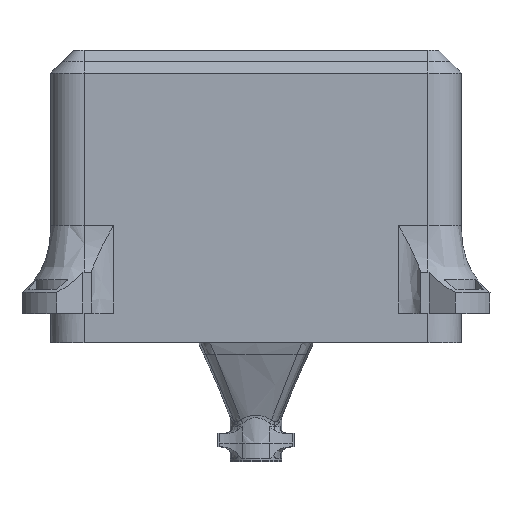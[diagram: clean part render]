
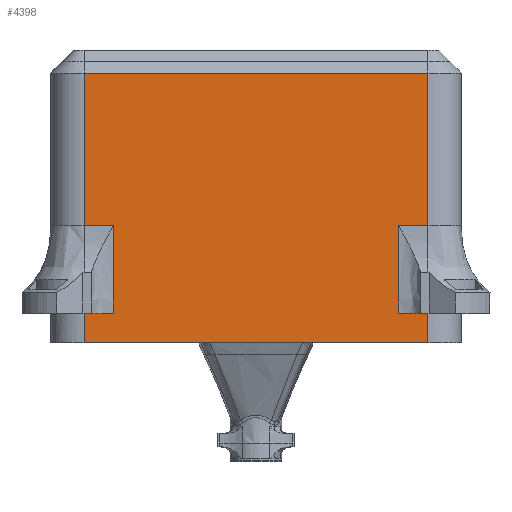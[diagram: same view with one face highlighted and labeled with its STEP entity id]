
A CAD part, front view. The second image highlights one B-rep face of the part: STEP entity #4398.
In plain terms, the highlighted planar face has unit normal (0, -1, 0).
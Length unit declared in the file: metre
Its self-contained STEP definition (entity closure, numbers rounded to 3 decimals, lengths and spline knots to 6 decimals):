
#224=LINE('',#10550,#457);
#225=LINE('',#10566,#458);
#226=LINE('',#10573,#459);
#227=LINE('',#10580,#460);
#457=VECTOR('',#5007,1.);
#458=VECTOR('',#5008,1.);
#459=VECTOR('',#5009,1.);
#460=VECTOR('',#5010,1.);
#589=PLANE('',#4603);
#1521=ORIENTED_EDGE('',*,*,#2527,.T.);
#1522=ORIENTED_EDGE('',*,*,#2528,.T.);
#1523=ORIENTED_EDGE('',*,*,#2529,.T.);
#1524=ORIENTED_EDGE('',*,*,#2066,.T.);
#1525=ORIENTED_EDGE('',*,*,#2530,.T.);
#1526=ORIENTED_EDGE('',*,*,#2076,.F.);
#1527=ORIENTED_EDGE('',*,*,#2531,.T.);
#1528=ORIENTED_EDGE('',*,*,#2532,.T.);
#1529=ORIENTED_EDGE('',*,*,#2533,.T.);
#1530=ORIENTED_EDGE('',*,*,#2534,.T.);
#1531=ORIENTED_EDGE('',*,*,#2535,.F.);
#1532=ORIENTED_EDGE('',*,*,#2536,.F.);
#1533=ORIENTED_EDGE('',*,*,#2537,.T.);
#1534=ORIENTED_EDGE('',*,*,#2538,.T.);
#2066=EDGE_CURVE('',#2752,#2753,#3210,.F.);
#2076=EDGE_CURVE('',#2762,#2763,#3220,.T.);
#2527=EDGE_CURVE('',#3069,#3070,#3486,.T.);
#2528=EDGE_CURVE('',#3070,#3071,#3487,.T.);
#2529=EDGE_CURVE('',#3071,#2752,#3488,.T.);
#2530=EDGE_CURVE('',#2753,#2763,#224,.T.);
#2531=EDGE_CURVE('',#2762,#3072,#3489,.T.);
#2532=EDGE_CURVE('',#3072,#3073,#3490,.T.);
#2533=EDGE_CURVE('',#3073,#3074,#3491,.T.);
#2534=EDGE_CURVE('',#3074,#3075,#225,.T.);
#2535=EDGE_CURVE('',#3076,#3075,#3492,.T.);
#2536=EDGE_CURVE('',#3077,#3076,#226,.T.);
#2537=EDGE_CURVE('',#3077,#3078,#3493,.F.);
#2538=EDGE_CURVE('',#3078,#3069,#227,.T.);
#2752=VERTEX_POINT('',#5235);
#2753=VERTEX_POINT('',#5236);
#2762=VERTEX_POINT('',#5522);
#2763=VERTEX_POINT('',#5527);
#3069=VERTEX_POINT('',#10539);
#3070=VERTEX_POINT('',#10540);
#3071=VERTEX_POINT('',#10545);
#3072=VERTEX_POINT('',#10555);
#3073=VERTEX_POINT('',#10560);
#3074=VERTEX_POINT('',#10565);
#3075=VERTEX_POINT('',#10567);
#3076=VERTEX_POINT('',#10572);
#3077=VERTEX_POINT('',#10574);
#3078=VERTEX_POINT('',#10579);
#3210=B_SPLINE_CURVE_WITH_KNOTS('',3,(#5231,#5232,#5233,#5234),
 .UNSPECIFIED.,.F.,.F.,(4,4),(0.040518,0.582648),
 .UNSPECIFIED.);
#3220=B_SPLINE_CURVE_WITH_KNOTS('',3,(#5523,#5524,#5525,#5526),
 .UNSPECIFIED.,.F.,.F.,(4,4),(0.417352,0.959482),
 .UNSPECIFIED.);
#3486=B_SPLINE_CURVE_WITH_KNOTS('',3,(#10535,#10536,#10537,#10538),
 .UNSPECIFIED.,.F.,.F.,(4,4),(0.,1.),.UNSPECIFIED.);
#3487=B_SPLINE_CURVE_WITH_KNOTS('',3,(#10541,#10542,#10543,#10544),
 .UNSPECIFIED.,.F.,.F.,(4,4),(0.,1.),.UNSPECIFIED.);
#3488=B_SPLINE_CURVE_WITH_KNOTS('',3,(#10546,#10547,#10548,#10549),
 .UNSPECIFIED.,.F.,.F.,(4,4),(0.,1.),.UNSPECIFIED.);
#3489=B_SPLINE_CURVE_WITH_KNOTS('',3,(#10551,#10552,#10553,#10554),
 .UNSPECIFIED.,.F.,.F.,(4,4),(0.,1.),.UNSPECIFIED.);
#3490=B_SPLINE_CURVE_WITH_KNOTS('',3,(#10556,#10557,#10558,#10559),
 .UNSPECIFIED.,.F.,.F.,(4,4),(0.,1.),.UNSPECIFIED.);
#3491=B_SPLINE_CURVE_WITH_KNOTS('',3,(#10561,#10562,#10563,#10564),
 .UNSPECIFIED.,.F.,.F.,(4,4),(0.,1.),.UNSPECIFIED.);
#3492=B_SPLINE_CURVE_WITH_KNOTS('',3,(#10568,#10569,#10570,#10571),
 .UNSPECIFIED.,.F.,.F.,(4,4),(0.,0.104553),.UNSPECIFIED.);
#3493=B_SPLINE_CURVE_WITH_KNOTS('',3,(#10575,#10576,#10577,#10578),
 .UNSPECIFIED.,.F.,.F.,(4,4),(0.895447,1.),.UNSPECIFIED.);
#3802=EDGE_LOOP('',(#1521,#1522,#1523,#1524,#1525,#1526,#1527,#1528,#1529,
#1530,#1531,#1532,#1533,#1534));
#4086=FACE_BOUND('',#3802,.T.);
#4398=ADVANCED_FACE('',(#4086),#589,.F.);
#4603=AXIS2_PLACEMENT_3D('',#10534,#5005,#5006);
#5005=DIRECTION('',(0.,1.,0.));
#5006=DIRECTION('',(-1.,0.,0.));
#5007=DIRECTION('',(-1.,0.,0.));
#5008=DIRECTION('',(-1.,0.,0.));
#5009=DIRECTION('',(-1.,0.,0.));
#5010=DIRECTION('',(-1.,0.,0.));
#5231=CARTESIAN_POINT('',(0.075418,-0.09,0.19));
#5232=CARTESIAN_POINT('',(0.075418,-0.09,0.1677));
#5233=CARTESIAN_POINT('',(0.075418,-0.09,0.1454));
#5234=CARTESIAN_POINT('',(0.075418,-0.09,0.1231));
#5235=CARTESIAN_POINT('',(0.075418,-0.09,0.1231));
#5236=CARTESIAN_POINT('',(0.075418,-0.09,0.19));
#5522=CARTESIAN_POINT('',(-0.075418,-0.09,0.1231));
#5523=CARTESIAN_POINT('',(-0.075418,-0.09,0.1231));
#5524=CARTESIAN_POINT('',(-0.075418,-0.09,0.1454));
#5525=CARTESIAN_POINT('',(-0.075418,-0.09,0.1677));
#5526=CARTESIAN_POINT('',(-0.075418,-0.09,0.19));
#5527=CARTESIAN_POINT('',(-0.075418,-0.09,0.19));
#10534=CARTESIAN_POINT('',(0.,-0.09,0.19));
#10535=CARTESIAN_POINT('',(0.062554,-0.09,0.0845));
#10536=CARTESIAN_POINT('',(0.062554,-0.09,0.0865));
#10537=CARTESIAN_POINT('',(0.062554,-0.09,0.0885));
#10538=CARTESIAN_POINT('',(0.062554,-0.09,0.0905));
#10539=CARTESIAN_POINT('',(0.062554,-0.09,0.0845));
#10540=CARTESIAN_POINT('',(0.062554,-0.09,0.0905));
#10541=CARTESIAN_POINT('',(0.062554,-0.09,0.0905));
#10542=CARTESIAN_POINT('',(0.062554,-0.09,0.101367));
#10543=CARTESIAN_POINT('',(0.062554,-0.09,0.112233));
#10544=CARTESIAN_POINT('',(0.062554,-0.09,0.1231));
#10545=CARTESIAN_POINT('',(0.062554,-0.09,0.1231));
#10546=CARTESIAN_POINT('',(0.062554,-0.09,0.1231));
#10547=CARTESIAN_POINT('',(0.066842,-0.09,0.1231));
#10548=CARTESIAN_POINT('',(0.07113,-0.09,0.1231));
#10549=CARTESIAN_POINT('',(0.075418,-0.09,0.1231));
#10550=CARTESIAN_POINT('',(-0.075418,-0.09,0.19));
#10551=CARTESIAN_POINT('',(-0.075418,-0.09,0.1231));
#10552=CARTESIAN_POINT('',(-0.07113,-0.09,0.1231));
#10553=CARTESIAN_POINT('',(-0.066842,-0.09,0.1231));
#10554=CARTESIAN_POINT('',(-0.062554,-0.09,0.1231));
#10555=CARTESIAN_POINT('',(-0.062554,-0.09,0.1231));
#10556=CARTESIAN_POINT('',(-0.062554,-0.09,0.1231));
#10557=CARTESIAN_POINT('',(-0.062554,-0.09,0.112233));
#10558=CARTESIAN_POINT('',(-0.062554,-0.09,0.101367));
#10559=CARTESIAN_POINT('',(-0.062554,-0.09,0.0905));
#10560=CARTESIAN_POINT('',(-0.062554,-0.09,0.0905));
#10561=CARTESIAN_POINT('',(-0.062554,-0.09,0.0905));
#10562=CARTESIAN_POINT('',(-0.062554,-0.09,0.0885));
#10563=CARTESIAN_POINT('',(-0.062554,-0.09,0.0865));
#10564=CARTESIAN_POINT('',(-0.062554,-0.09,0.0845));
#10565=CARTESIAN_POINT('',(-0.062554,-0.09,0.0845));
#10566=CARTESIAN_POINT('',(0.,-0.09,0.0845));
#10567=CARTESIAN_POINT('',(-0.075418,-0.09,0.0845));
#10568=CARTESIAN_POINT('',(-0.075418,-0.09,0.071598));
#10569=CARTESIAN_POINT('',(-0.075418,-0.09,0.075899));
#10570=CARTESIAN_POINT('',(-0.075418,-0.09,0.080199));
#10571=CARTESIAN_POINT('',(-0.075418,-0.09,0.0845));
#10572=CARTESIAN_POINT('',(-0.075418,-0.09,0.071599));
#10573=CARTESIAN_POINT('',(0.,-0.09,0.0716));
#10574=CARTESIAN_POINT('',(0.075418,-0.09,0.071599));
#10575=CARTESIAN_POINT('',(0.075418,-0.09,0.0845));
#10576=CARTESIAN_POINT('',(0.075418,-0.09,0.080199));
#10577=CARTESIAN_POINT('',(0.075418,-0.09,0.075899));
#10578=CARTESIAN_POINT('',(0.075418,-0.09,0.071598));
#10579=CARTESIAN_POINT('',(0.075418,-0.09,0.0845));
#10580=CARTESIAN_POINT('',(0.,-0.09,0.0845));
